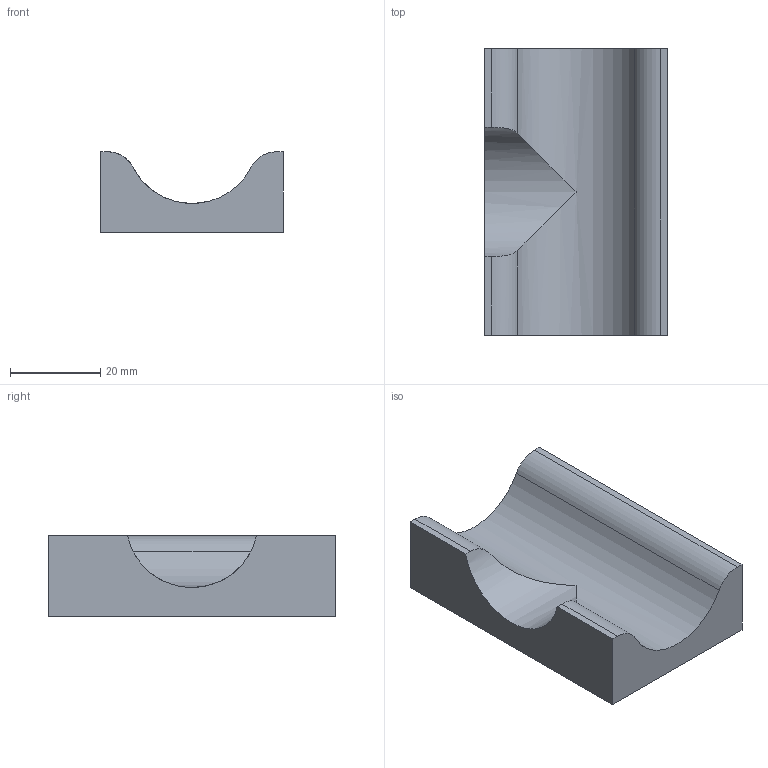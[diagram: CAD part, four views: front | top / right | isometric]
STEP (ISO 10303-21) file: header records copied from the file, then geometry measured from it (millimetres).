
FILE_DESCRIPTION(/* description */ (''),/* implementation_level */ '2;1');
FILE_NAME(/* name */ 'ServoPlateNet.stp',/* time_stamp */ '2020-01-20T17:29:52-05:00',/* author */ ('User'),/* organization */ (''),/* preprocessor_version */ 'ST-DEVELOPER v17',/* originating_system */ 'Autodesk Inventor 2019',/* authorisation */ '');
FILE_SCHEMA (('AUTOMOTIVE_DESIGN { 1 0 10303 214 3 1 1 }'));
Length unit declared in the file: inch
Products named in the file (1): ServoPlateNet
Bounding box: 40.48 x 63.5 x 17.83 mm (x, y, z)
Volume: 27748.1 mm3; surface area: 8788.1 mm2
Topology: 1 solids, 1 shells, 20 faces, 46 edges, 31 vertices
Faces by surface type: plane 11, cylinder 9
Full cylindrical faces by diameter (mm): 3 x3
Entity records: 630 total; most frequent: CARTESIAN_POINT 116, DIRECTION 103, ORIENTED_EDGE 92, EDGE_CURVE 46, AXIS2_PLACEMENT_3D 38, VERTEX_POINT 31, LINE 27, VECTOR 27
